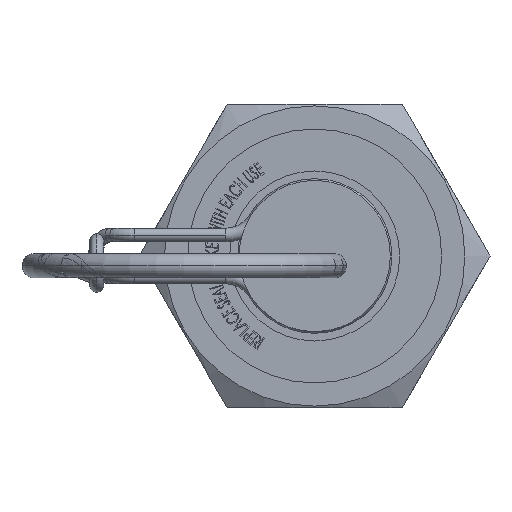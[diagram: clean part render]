
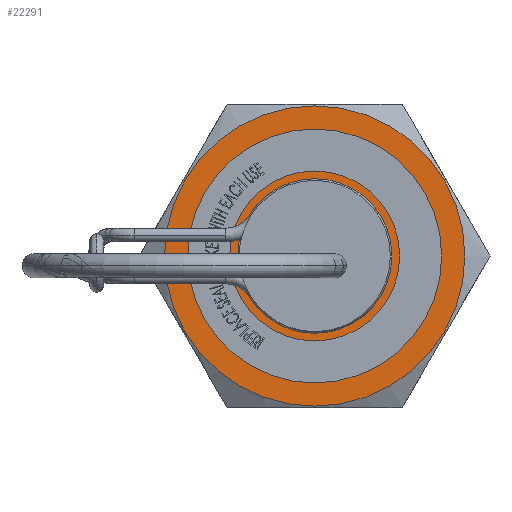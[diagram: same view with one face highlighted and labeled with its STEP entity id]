
A CAD part, left-side view. The second image highlights one B-rep face of the part: STEP entity #22291.
In plain terms, the highlighted planar face has unit normal (-1, 0, 0).
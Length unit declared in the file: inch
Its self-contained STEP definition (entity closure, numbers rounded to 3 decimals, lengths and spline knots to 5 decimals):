
#1474 = VERTEX_POINT ( 'NONE', #22419 ) ;
#1684 = DIRECTION ( 'NONE',  ( 0., 0., -1. ) ) ;
#1815 = DIRECTION ( 'NONE',  ( 1., 0., 0. ) ) ;
#3649 = PLANE ( 'NONE',  #17641 ) ;
#3903 = FACE_BOUND ( 'NONE', #22581, .T. ) ;
#6723 = DIRECTION ( 'NONE',  ( 1., 0., 0. ) ) ;
#8958 = CARTESIAN_POINT ( 'NONE',  ( -1.13, 0., -0.3485 ) ) ;
#9554 = CIRCLE ( 'NONE', #23878, 0.68 ) ;
#10615 = DIRECTION ( 'NONE',  ( 0., 0., -1. ) ) ;
#11214 = VERTEX_POINT ( 'NONE', #15344 ) ;
#11804 = CIRCLE ( 'NONE', #33586, 0.68 ) ;
#12019 = CIRCLE ( 'NONE', #12058, 0.3485 ) ;
#12058 = AXIS2_PLACEMENT_3D ( 'NONE', #16273, #27485, #1684 ) ;
#12286 = DIRECTION ( 'NONE',  ( 0., 0., 1. ) ) ;
#13272 = VERTEX_POINT ( 'NONE', #33792 ) ;
#14648 = ORIENTED_EDGE ( 'NONE', *, *, #32179, .F. ) ;
#15344 = CARTESIAN_POINT ( 'NONE',  ( -1.13, 0., 0.68 ) ) ;
#15581 = ORIENTED_EDGE ( 'NONE', *, *, #33562, .T. ) ;
#15671 = CARTESIAN_POINT ( 'NONE',  ( -1.13, 0., 0. ) ) ;
#16273 = CARTESIAN_POINT ( 'NONE',  ( -1.13, 0., 0. ) ) ;
#17641 = AXIS2_PLACEMENT_3D ( 'NONE', #26567, #17880, #12286 ) ;
#17880 = DIRECTION ( 'NONE',  ( -1., 0., 0. ) ) ;
#17915 = DIRECTION ( 'NONE',  ( 0., 0., -1. ) ) ;
#18680 = CARTESIAN_POINT ( 'NONE',  ( -1.13, 0., 0. ) ) ;
#18818 = CARTESIAN_POINT ( 'NONE',  ( -1.13, 0., 0. ) ) ;
#21185 = EDGE_CURVE ( 'NONE', #13272, #11214, #9554, .T. ) ;
#21379 = AXIS2_PLACEMENT_3D ( 'NONE', #15671, #6723, #17915 ) ;
#22291 = ADVANCED_FACE ( 'NONE', ( #3903, #35593 ), #3649, .T. ) ;
#22419 = CARTESIAN_POINT ( 'NONE',  ( -1.13, 0., 0.3485 ) ) ;
#22581 = EDGE_LOOP ( 'NONE', ( #23939, #15581 ) ) ;
#23878 = AXIS2_PLACEMENT_3D ( 'NONE', #18818, #27537, #10615 ) ;
#23939 = ORIENTED_EDGE ( 'NONE', *, *, #34802, .T. ) ;
#25152 = CIRCLE ( 'NONE', #21379, 0.3485 ) ;
#25492 = EDGE_LOOP ( 'NONE', ( #34466, #14648 ) ) ;
#26567 = CARTESIAN_POINT ( 'NONE',  ( -1.13, 0.68, 0. ) ) ;
#27485 = DIRECTION ( 'NONE',  ( 1., 0., 0. ) ) ;
#27537 = DIRECTION ( 'NONE',  ( 1., 0., 0. ) ) ;
#32179 = EDGE_CURVE ( 'NONE', #11214, #13272, #11804, .T. ) ;
#33562 = EDGE_CURVE ( 'NONE', #1474, #34678, #12019, .T. ) ;
#33586 = AXIS2_PLACEMENT_3D ( 'NONE', #18680, #1815, #35656 ) ;
#33792 = CARTESIAN_POINT ( 'NONE',  ( -1.13, 0., -0.68 ) ) ;
#34466 = ORIENTED_EDGE ( 'NONE', *, *, #21185, .F. ) ;
#34678 = VERTEX_POINT ( 'NONE', #8958 ) ;
#34802 = EDGE_CURVE ( 'NONE', #34678, #1474, #25152, .T. ) ;
#35593 = FACE_OUTER_BOUND ( 'NONE', #25492, .T. ) ;
#35656 = DIRECTION ( 'NONE',  ( 0., 0., -1. ) ) ;
